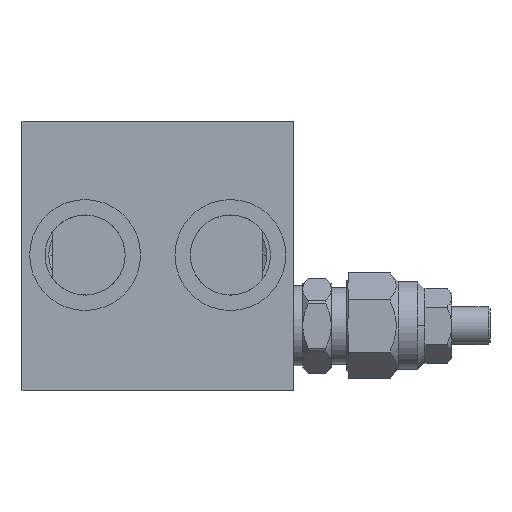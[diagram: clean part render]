
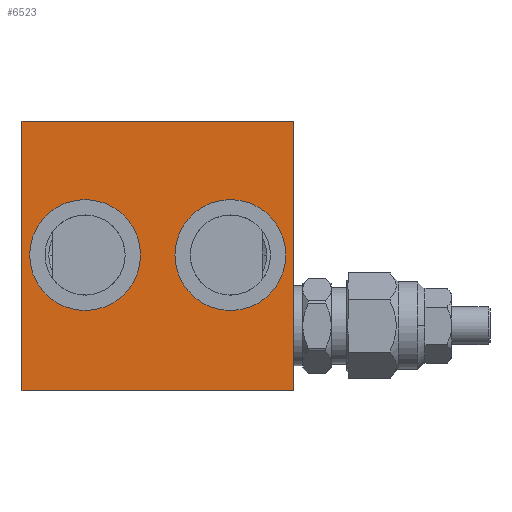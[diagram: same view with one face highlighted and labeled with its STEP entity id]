
A CAD part, left-side view. The second image highlights one B-rep face of the part: STEP entity #6523.
In plain terms, the highlighted planar face has unit normal (-1, 0, 0).
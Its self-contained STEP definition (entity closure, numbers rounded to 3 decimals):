
#2567 = EDGE_CURVE( '', #6419, #3389, #7067, .T. );
#2919 = VERTEX_POINT( '', #7450 );
#2941 = VERTEX_POINT( '', #7477 );
#3389 = VERTEX_POINT( '', #7975 );
#3423 = VERTEX_POINT( '', #8017 );
#3851 = EDGE_CURVE( '', #5157, #2919, #8530, .T. );
#4567 = EDGE_CURVE( '', #5795, #3423, #9318, .T. );
#4677 = EDGE_CURVE( '', #3423, #2919, #9440, .T. );
#4877 = EDGE_CURVE( '', #4933, #2941, #9660, .T. );
#4933 = VERTEX_POINT( '', #9720 );
#5157 = VERTEX_POINT( '', #9973 );
#5447 = EDGE_CURVE( '', #2941, #4933, #10293, .T. );
#5795 = VERTEX_POINT( '', #10686 );
#6419 = VERTEX_POINT( '', #11386 );
#6523 = ADVANCED_FACE( '', ( #11503, #11504, #11505 ), #11506, .F. );
#6617 = EDGE_CURVE( '', #5157, #5795, #11611, .T. );
#6639 = EDGE_CURVE( '', #3389, #6419, #11633, .T. );
#7067 = CIRCLE( '', #12322, 14.5 );
#7450 = CARTESIAN_POINT( '', ( 655.5, 71., 45. ) );
#7477 = CARTESIAN_POINT( '', ( 655.5, 31., 80.5 ) );
#7975 = CARTESIAN_POINT( '', ( 655.5, 40., 80.5 ) );
#8017 = CARTESIAN_POINT( '', ( 655.5, 0., 45. ) );
#8530 = LINE( '', #14693, #14694 );
#9318 = LINE( '', #16037, #16038 );
#9440 = LINE( '', #16256, #16257 );
#9660 = CIRCLE( '', #16595, 14.5 );
#9720 = CARTESIAN_POINT( '', ( 655.5, 2., 80.5 ) );
#9973 = CARTESIAN_POINT( '', ( 655.5, 71., 115.5 ) );
#10293 = CIRCLE( '', #17700, 14.5 );
#10686 = CARTESIAN_POINT( '', ( 655.5, 0., 115.5 ) );
#11386 = CARTESIAN_POINT( '', ( 655.5, 69., 80.5 ) );
#11503 = FACE_BOUND( '', #19537, .T. );
#11504 = FACE_BOUND( '', #19538, .T. );
#11505 = FACE_OUTER_BOUND( '', #19539, .T. );
#11506 = PLANE( '', #19540 );
#11611 = LINE( '', #19741, #19742 );
#11633 = CIRCLE( '', #19776, 14.5 );
#12322 = AXIS2_PLACEMENT_3D( '', #20294, #20295, #20296 );
#14693 = CARTESIAN_POINT( '', ( 655.5, 71., 80.25 ) );
#14694 = VECTOR( '', #22077, 1. );
#16037 = CARTESIAN_POINT( '', ( 655.5, 0., 80.25 ) );
#16038 = VECTOR( '', #22955, 1. );
#16256 = CARTESIAN_POINT( '', ( 655.5, 35.5, 45. ) );
#16257 = VECTOR( '', #23109, 1. );
#16595 = AXIS2_PLACEMENT_3D( '', #23371, #23372, #23373 );
#17700 = AXIS2_PLACEMENT_3D( '', #24103, #24104, #24105 );
#19537 = EDGE_LOOP( '', ( #25540, #25541 ) );
#19538 = EDGE_LOOP( '', ( #25542, #25543 ) );
#19539 = EDGE_LOOP( '', ( #25544, #25545, #25546, #25547 ) );
#19540 = AXIS2_PLACEMENT_3D( '', #25548, #25549, #25550 );
#19741 = CARTESIAN_POINT( '', ( 655.5, 35.5, 115.5 ) );
#19742 = VECTOR( '', #25680, 1. );
#19776 = AXIS2_PLACEMENT_3D( '', #25689, #25690, #25691 );
#20294 = CARTESIAN_POINT( '', ( 655.5, 54.5, 80.5 ) );
#20295 = DIRECTION( '', ( 1., 0., 0. ) );
#20296 = DIRECTION( '', ( 0., 1., 0. ) );
#22077 = DIRECTION( '', ( 0., 0., -1. ) );
#22955 = DIRECTION( '', ( 0., 0., -1. ) );
#23109 = DIRECTION( '', ( 0., 1., 0. ) );
#23371 = CARTESIAN_POINT( '', ( 655.5, 16.5, 80.5 ) );
#23372 = DIRECTION( '', ( 1., 0., 0. ) );
#23373 = DIRECTION( '', ( 0., 1., 0. ) );
#24103 = CARTESIAN_POINT( '', ( 655.5, 16.5, 80.5 ) );
#24104 = DIRECTION( '', ( 1., 0., 0. ) );
#24105 = DIRECTION( '', ( 0., 1., 0. ) );
#25540 = ORIENTED_EDGE( '', *, *, #5447, .T. );
#25541 = ORIENTED_EDGE( '', *, *, #4877, .T. );
#25542 = ORIENTED_EDGE( '', *, *, #2567, .T. );
#25543 = ORIENTED_EDGE( '', *, *, #6639, .T. );
#25544 = ORIENTED_EDGE( '', *, *, #3851, .T. );
#25545 = ORIENTED_EDGE( '', *, *, #4677, .F. );
#25546 = ORIENTED_EDGE( '', *, *, #4567, .F. );
#25547 = ORIENTED_EDGE( '', *, *, #6617, .F. );
#25548 = CARTESIAN_POINT( '', ( 655.5, 35.5, 80.25 ) );
#25549 = DIRECTION( '', ( 1., 0., 0. ) );
#25550 = DIRECTION( '', ( 0., 0., -1. ) );
#25680 = DIRECTION( '', ( 0., -1., 0. ) );
#25689 = CARTESIAN_POINT( '', ( 655.5, 54.5, 80.5 ) );
#25690 = DIRECTION( '', ( 1., 0., 0. ) );
#25691 = DIRECTION( '', ( 0., 1., 0. ) );
